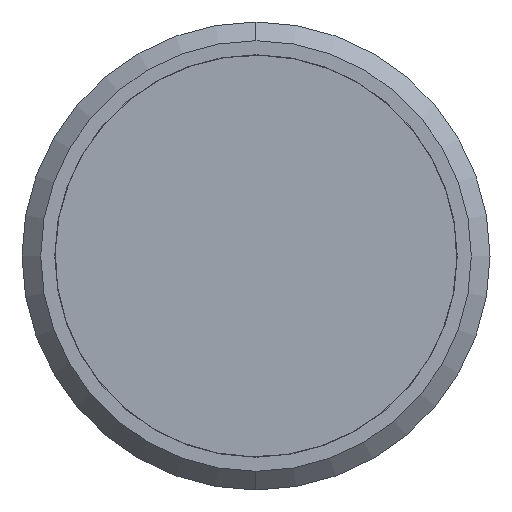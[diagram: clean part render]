
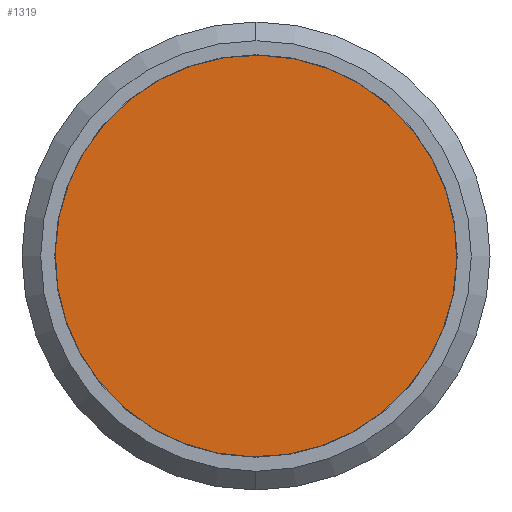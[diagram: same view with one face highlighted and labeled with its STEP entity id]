
A CAD part, left-side view. The second image highlights one B-rep face of the part: STEP entity #1319.
In plain terms, the highlighted planar face has unit normal (-1, 0, 0).
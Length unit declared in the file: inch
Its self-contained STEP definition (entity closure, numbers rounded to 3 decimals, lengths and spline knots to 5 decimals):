
#4 = DIRECTION ( 'NONE',  ( -1., 0., 0. ) ) ;
#86 = AXIS2_PLACEMENT_3D ( 'NONE', #235, #4, #344 ) ;
#233 = CARTESIAN_POINT ( 'NONE',  ( 0., 0.49709, 0.09919 ) ) ;
#235 = CARTESIAN_POINT ( 'NONE',  ( 0., 0., 0. ) ) ;
#242 = AXIS2_PLACEMENT_3D ( 'NONE', #1450, #1462, #1325 ) ;
#276 = FACE_OUTER_BOUND ( 'NONE', #503, .T. ) ;
#344 = DIRECTION ( 'NONE',  ( 0., 0.981, 0.196 ) ) ;
#370 = DIRECTION ( 'NONE',  ( 0., -0.981, -0.196 ) ) ;
#431 = EDGE_CURVE ( 'NONE', #908, #432, #1090, .T. ) ;
#432 = VERTEX_POINT ( 'NONE', #233 ) ;
#503 = EDGE_LOOP ( 'NONE', ( #1296, #1094 ) ) ;
#613 = DIRECTION ( 'NONE',  ( -1., 0., 0. ) ) ;
#739 = CARTESIAN_POINT ( 'NONE',  ( 0., 0., 0. ) ) ;
#908 = VERTEX_POINT ( 'NONE', #923 ) ;
#923 = CARTESIAN_POINT ( 'NONE',  ( 0., -0.49709, -0.09919 ) ) ;
#931 = EDGE_CURVE ( 'NONE', #432, #908, #1010, .T. ) ;
#1010 = CIRCLE ( 'NONE', #242, 0.50689 ) ;
#1090 = CIRCLE ( 'NONE', #86, 0.50689 ) ;
#1094 = ORIENTED_EDGE ( 'NONE', *, *, #431, .T. ) ;
#1226 = PLANE ( 'NONE',  #1322 ) ;
#1296 = ORIENTED_EDGE ( 'NONE', *, *, #931, .T. ) ;
#1319 = ADVANCED_FACE ( 'NONE', ( #276 ), #1226, .T. ) ;
#1322 = AXIS2_PLACEMENT_3D ( 'NONE', #739, #613, #370 ) ;
#1325 = DIRECTION ( 'NONE',  ( 0., 0.981, 0.196 ) ) ;
#1450 = CARTESIAN_POINT ( 'NONE',  ( 0., 0., 0. ) ) ;
#1462 = DIRECTION ( 'NONE',  ( -1., 0., 0. ) ) ;
